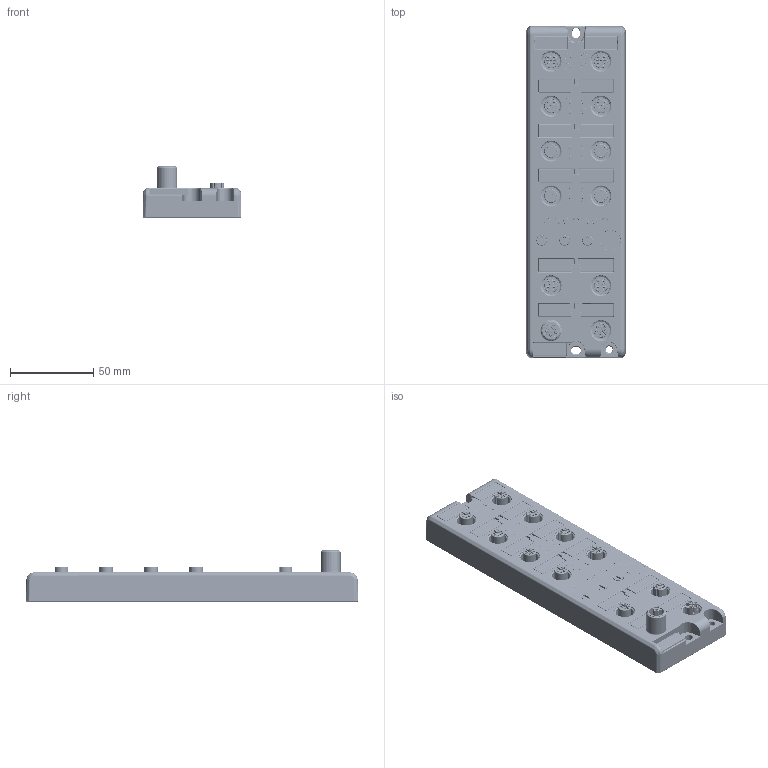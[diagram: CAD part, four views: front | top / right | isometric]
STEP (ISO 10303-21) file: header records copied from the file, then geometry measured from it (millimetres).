
FILE_DESCRIPTION((''),'2;1');
FILE_NAME('CAD-8802','2023-10-09T09:25:17',('creinig-se'),(''),'CREO PARAMETRIC BY PTC INC, 2022284','CREO PARAMETRIC BY PTC INC, 2022284','');
FILE_SCHEMA(('CONFIG_CONTROL_DESIGN','SHAPE_APPEARANCE_LAYERS_GROUPS'));
Products named in the file (1): CAD-8802
Bounding box: 59.59 x 199.8 x 30.7 mm (x, y, z)
Volume: 29.6 mm3; surface area: 45870.3 mm2
Topology: 1 solids, 3 shells, 4260 faces, 10674 edges, 6438 vertices
Faces by surface type: cylinder 1517, torus 1347, plane 787, bspline 347, cone 188, sphere 67, extrusion 7
Entity records: 166676 total; most frequent: CARTESIAN_POINT 36156, DIRECTION 22645, ORIENTED_EDGE 21076, EDGE_CURVE 10542, AXIS2_PLACEMENT_3D 9689, VERTEX_POINT 6438, CIRCLE 5782, EDGE_LOOP 4486
